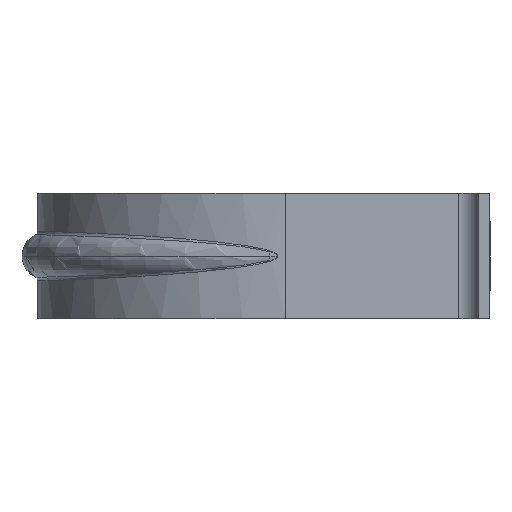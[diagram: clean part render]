
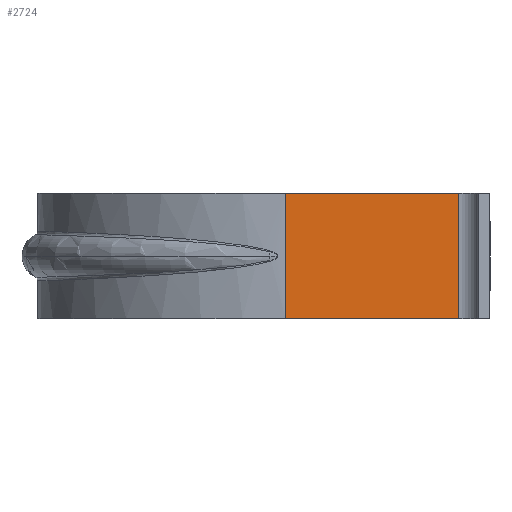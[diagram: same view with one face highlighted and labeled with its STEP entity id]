
A CAD part, left-side view. The second image highlights one B-rep face of the part: STEP entity #2724.
In plain terms, the highlighted planar face has unit normal (-1, 0, 0).
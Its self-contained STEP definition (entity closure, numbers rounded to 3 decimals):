
#28 = DIRECTION ( 'NONE',  ( -1., 0., 0. ) ) ;
#70 = LINE ( 'NONE', #1318, #771 ) ;
#74 = EDGE_CURVE ( 'NONE', #2478, #166, #2424, .T. ) ;
#166 = VERTEX_POINT ( 'NONE', #2267 ) ;
#225 = EDGE_CURVE ( 'NONE', #2478, #3094, #2039, .T. ) ;
#272 = VECTOR ( 'NONE', #2679, 1000. ) ;
#354 = ORIENTED_EDGE ( 'NONE', *, *, #1747, .T. ) ;
#497 = EDGE_CURVE ( 'NONE', #3094, #1698, #70, .T. ) ;
#527 = FACE_OUTER_BOUND ( 'NONE', #2312, .T. ) ;
#771 = VECTOR ( 'NONE', #1334, 1000. ) ;
#776 = CARTESIAN_POINT ( 'NONE',  ( -31.5, 26., -8. ) ) ;
#792 = PLANE ( 'NONE',  #3025 ) ;
#885 = ORIENTED_EDGE ( 'NONE', *, *, #74, .T. ) ;
#897 = LINE ( 'NONE', #3086, #2971 ) ;
#980 = DIRECTION ( 'NONE',  ( 0., 0., 1. ) ) ;
#1199 = CARTESIAN_POINT ( 'NONE',  ( -31.5, 4., 8. ) ) ;
#1318 = CARTESIAN_POINT ( 'NONE',  ( -31.5, 4., -8. ) ) ;
#1334 = DIRECTION ( 'NONE',  ( 0., 1., 0. ) ) ;
#1520 = CARTESIAN_POINT ( 'NONE',  ( -31.5, 4., 8. ) ) ;
#1578 = ORIENTED_EDGE ( 'NONE', *, *, #225, .F. ) ;
#1698 = VERTEX_POINT ( 'NONE', #776 ) ;
#1747 = EDGE_CURVE ( 'NONE', #166, #1698, #897, .T. ) ;
#1771 = CARTESIAN_POINT ( 'NONE',  ( -31.5, 4., 8. ) ) ;
#2039 = LINE ( 'NONE', #1771, #2426 ) ;
#2267 = CARTESIAN_POINT ( 'NONE',  ( -31.5, 26., 8. ) ) ;
#2312 = EDGE_LOOP ( 'NONE', ( #2372, #1578, #885, #354 ) ) ;
#2372 = ORIENTED_EDGE ( 'NONE', *, *, #497, .F. ) ;
#2424 = LINE ( 'NONE', #1199, #272 ) ;
#2426 = VECTOR ( 'NONE', #2487, 1000. ) ;
#2446 = CARTESIAN_POINT ( 'NONE',  ( -31.5, 4., -8. ) ) ;
#2470 = CARTESIAN_POINT ( 'NONE',  ( -31.5, 4., 8. ) ) ;
#2478 = VERTEX_POINT ( 'NONE', #1520 ) ;
#2487 = DIRECTION ( 'NONE',  ( 0., 0., -1. ) ) ;
#2679 = DIRECTION ( 'NONE',  ( 0., 1., 0. ) ) ;
#2724 = ADVANCED_FACE ( 'NONE', ( #527 ), #792, .T. ) ;
#2894 = DIRECTION ( 'NONE',  ( 0., 0., -1. ) ) ;
#2971 = VECTOR ( 'NONE', #2894, 1000. ) ;
#3025 = AXIS2_PLACEMENT_3D ( 'NONE', #2470, #28, #980 ) ;
#3086 = CARTESIAN_POINT ( 'NONE',  ( -31.5, 26., 8. ) ) ;
#3094 = VERTEX_POINT ( 'NONE', #2446 ) ;
